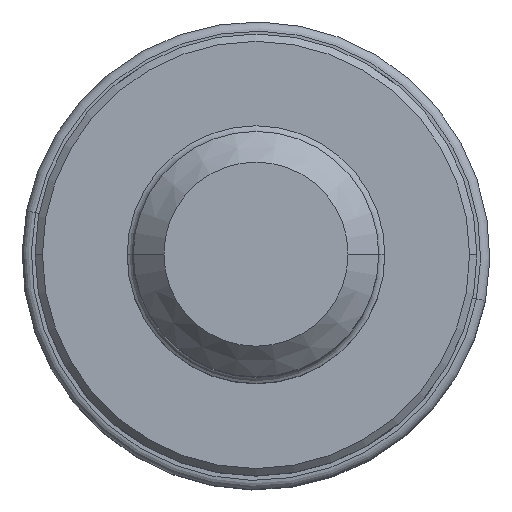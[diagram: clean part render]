
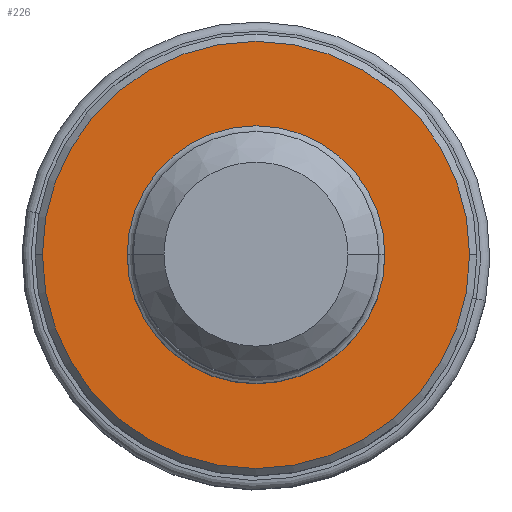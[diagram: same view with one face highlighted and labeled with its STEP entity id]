
A CAD part, top view. The second image highlights one B-rep face of the part: STEP entity #226.
In plain terms, the highlighted planar face has unit normal (0, 0, 1).
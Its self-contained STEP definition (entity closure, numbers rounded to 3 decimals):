
#90=PLANE('',#2305);
#96=FACE_BOUND('',#503,.T.);
#97=FACE_BOUND('',#504,.T.);
#226=ADVANCED_FACE('',(#96,#97),#90,.F.);
#503=EDGE_LOOP('',(#964,#965));
#504=EDGE_LOOP('',(#966,#967));
#964=ORIENTED_EDGE('',*,*,#1410,.T.);
#965=ORIENTED_EDGE('',*,*,#1407,.T.);
#966=ORIENTED_EDGE('',*,*,#1411,.T.);
#967=ORIENTED_EDGE('',*,*,#1412,.T.);
#1167=VERTEX_POINT('',#4453);
#1168=VERTEX_POINT('',#4454);
#1169=VERTEX_POINT('',#4461);
#1170=VERTEX_POINT('',#4462);
#1407=EDGE_CURVE('',#1167,#1168,#1683,.T.);
#1410=EDGE_CURVE('',#1168,#1167,#1684,.T.);
#1411=EDGE_CURVE('',#1169,#1170,#1685,.T.);
#1412=EDGE_CURVE('',#1170,#1169,#1686,.T.);
#1683=CIRCLE('',#2299,8.7);
#1684=CIRCLE('',#2301,8.7);
#1685=CIRCLE('',#2303,5.25);
#1686=CIRCLE('',#2304,5.25);
#2299=AXIS2_PLACEMENT_3D('',#4452,#2937,#2938);
#2301=AXIS2_PLACEMENT_3D('',#4458,#2943,#2944);
#2303=AXIS2_PLACEMENT_3D('',#4460,#2947,#2948);
#2304=AXIS2_PLACEMENT_3D('',#4463,#2949,#2950);
#2305=AXIS2_PLACEMENT_3D('',#4464,#2951,#2952);
#2937=DIRECTION('',(0.,0.,1.));
#2938=DIRECTION('',(-1.,0.,0.));
#2943=DIRECTION('',(0.,0.,1.));
#2944=DIRECTION('',(1.,0.,0.));
#2947=DIRECTION('',(0.,0.,-1.));
#2948=DIRECTION('',(1.,0.,0.));
#2949=DIRECTION('',(0.,0.,-1.));
#2950=DIRECTION('',(-1.,0.,0.));
#2951=DIRECTION('',(0.,0.,-1.));
#2952=DIRECTION('',(1.,0.,0.));
#4452=CARTESIAN_POINT('',(0.,0.,0.));
#4453=CARTESIAN_POINT('',(-8.7,0.,0.));
#4454=CARTESIAN_POINT('',(8.7,0.,0.));
#4458=CARTESIAN_POINT('',(0.,0.,0.));
#4460=CARTESIAN_POINT('',(0.,0.,0.));
#4461=CARTESIAN_POINT('',(5.25,0.,0.));
#4462=CARTESIAN_POINT('',(-5.25,0.,0.));
#4463=CARTESIAN_POINT('',(0.,0.,0.));
#4464=CARTESIAN_POINT('',(0.,0.,0.));
